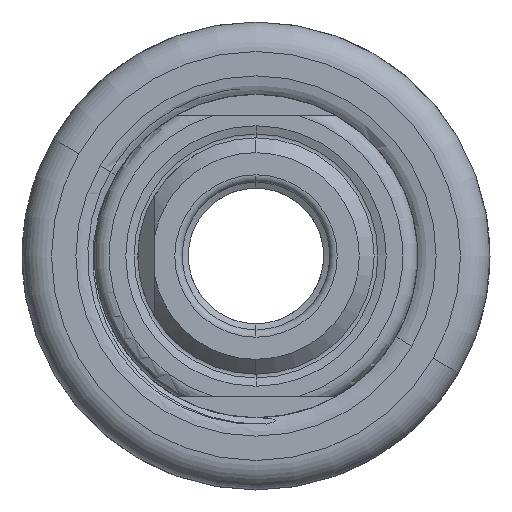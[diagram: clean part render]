
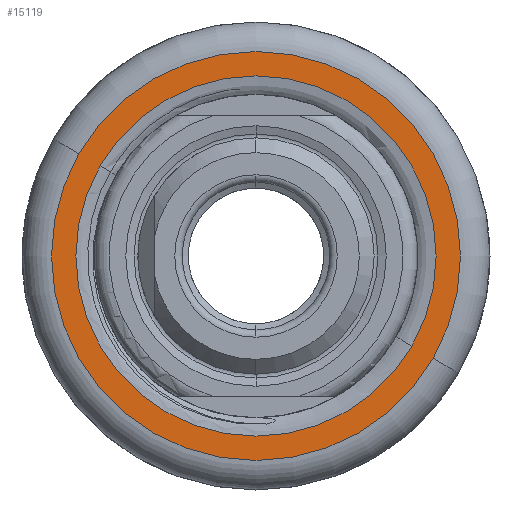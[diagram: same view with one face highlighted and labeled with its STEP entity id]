
A CAD part, left-side view. The second image highlights one B-rep face of the part: STEP entity #15119.
In plain terms, the highlighted face is planar.
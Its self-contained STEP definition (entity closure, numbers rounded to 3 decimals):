
#1463 = AXIS2_PLACEMENT_3D ( 'NONE', #13919, #13926, #13946 ) ;
#1679 = AXIS2_PLACEMENT_3D ( 'NONE', #18589, #18671, #18632 ) ;
#1683 = AXIS2_PLACEMENT_3D ( 'NONE', #17770, #17776, #17782 ) ;
#1691 = AXIS2_PLACEMENT_3D ( 'NONE', #18264, #18324, #18273 ) ;
#2163 = EDGE_LOOP ( 'NONE', ( #3072, #3046 ) ) ;
#2201 = EDGE_LOOP ( 'NONE', ( #3068, #3047 ) ) ;
#2262 = VERTEX_POINT ( 'NONE', #22811 ) ;
#2319 = VERTEX_POINT ( 'NONE', #22962 ) ;
#2454 = VERTEX_POINT ( 'NONE', #22984 ) ;
#2459 = VERTEX_POINT ( 'NONE', #22968 ) ;
#2783 = EDGE_CURVE ( 'NONE', #2262, #2454, #9106, .T. ) ;
#2813 = EDGE_CURVE ( 'NONE', #2319, #2459, #9148, .T. ) ;
#2820 = EDGE_CURVE ( 'NONE', #2454, #2262, #9119, .T. ) ;
#3046 = ORIENTED_EDGE ( 'NONE', *, *, #2783, .T. ) ;
#3047 = ORIENTED_EDGE ( 'NONE', *, *, #14793, .T. ) ;
#3068 = ORIENTED_EDGE ( 'NONE', *, *, #2813, .T. ) ;
#3072 = ORIENTED_EDGE ( 'NONE', *, *, #2820, .T. ) ;
#8352 = CIRCLE ( 'NONE', #1463, 12.201 ) ;
#8790 = FACE_BOUND ( 'NONE', #2201, .T. ) ;
#8792 = FACE_OUTER_BOUND ( 'NONE', #2163, .T. ) ;
#9106 = CIRCLE ( 'NONE', #1683, 13.85 ) ;
#9119 = CIRCLE ( 'NONE', #1679, 13.85 ) ;
#9148 = CIRCLE ( 'NONE', #1691, 12.201 ) ;
#13919 = CARTESIAN_POINT ( 'NONE',  ( 0., 0., -17.5 ) ) ;
#13926 = DIRECTION ( 'NONE',  ( 0., 0., 1. ) ) ;
#13946 = DIRECTION ( 'NONE',  ( -1., 0., 0. ) ) ;
#14611 = AXIS2_PLACEMENT_3D ( 'NONE', #16242, #16246, #16272 ) ;
#14793 = EDGE_CURVE ( 'NONE', #2459, #2319, #8352, .T. ) ;
#15119 = ADVANCED_FACE ( 'NONE', ( #8792, #8790 ), #16257, .T. ) ;
#16242 = CARTESIAN_POINT ( 'NONE',  ( 0., 15.85, -17.5 ) ) ;
#16246 = DIRECTION ( 'NONE',  ( 0., 0., -1. ) ) ;
#16257 = PLANE ( 'NONE',  #14611 ) ;
#16272 = DIRECTION ( 'NONE',  ( -1., 0., 0. ) ) ;
#17770 = CARTESIAN_POINT ( 'NONE',  ( 0., 0., -17.5 ) ) ;
#17776 = DIRECTION ( 'NONE',  ( 0., 0., -1. ) ) ;
#17782 = DIRECTION ( 'NONE',  ( -1., 0., 0. ) ) ;
#18264 = CARTESIAN_POINT ( 'NONE',  ( 0., 0., -17.5 ) ) ;
#18273 = DIRECTION ( 'NONE',  ( -1., 0., 0. ) ) ;
#18324 = DIRECTION ( 'NONE',  ( 0., 0., 1. ) ) ;
#18589 = CARTESIAN_POINT ( 'NONE',  ( 0., 0., -17.5 ) ) ;
#18632 = DIRECTION ( 'NONE',  ( -1., 0., 0. ) ) ;
#18671 = DIRECTION ( 'NONE',  ( 0., 0., -1. ) ) ;
#22811 = CARTESIAN_POINT ( 'NONE',  ( 13.85, 0., -17.5 ) ) ;
#22962 = CARTESIAN_POINT ( 'NONE',  ( -12.201, 0., -17.5 ) ) ;
#22968 = CARTESIAN_POINT ( 'NONE',  ( 12.201, 0., -17.5 ) ) ;
#22984 = CARTESIAN_POINT ( 'NONE',  ( -13.85, 0., -17.5 ) ) ;
